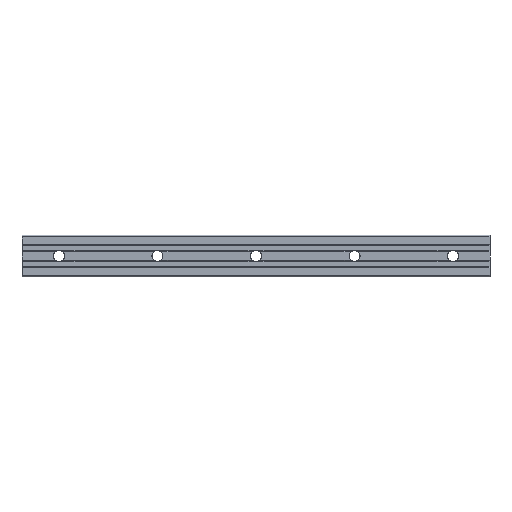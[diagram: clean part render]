
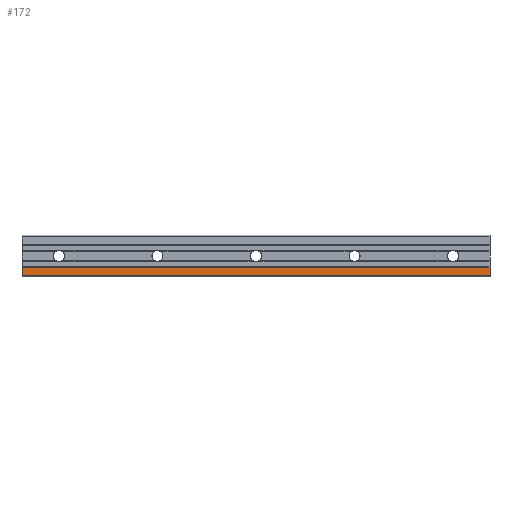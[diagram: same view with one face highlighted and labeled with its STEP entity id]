
A CAD part, front view. The second image highlights one B-rep face of the part: STEP entity #172.
In plain terms, the highlighted planar face has unit normal (0, -1, 0).
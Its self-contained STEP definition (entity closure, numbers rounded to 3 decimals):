
#76 = VECTOR ( 'NONE', #2291, 1000. ) ;
#172 = ADVANCED_FACE ( 'NONE', ( #3345 ), #356, .F. ) ;
#289 = CARTESIAN_POINT ( 'NONE',  ( 350., 0., -15.5 ) ) ;
#356 = PLANE ( 'NONE',  #3242 ) ;
#554 = CARTESIAN_POINT ( 'NONE',  ( 350., 0., -15.5 ) ) ;
#628 = CARTESIAN_POINT ( 'NONE',  ( 350., 0., -9.5 ) ) ;
#676 = CARTESIAN_POINT ( 'NONE',  ( 350., 0., -9.5 ) ) ;
#707 = ORIENTED_EDGE ( 'NONE', *, *, #1819, .T. ) ;
#827 = LINE ( 'NONE', #289, #3454 ) ;
#845 = DIRECTION ( 'NONE',  ( 1., 0., 0. ) ) ;
#946 = DIRECTION ( 'NONE',  ( 0., 1., 0. ) ) ;
#1011 = CARTESIAN_POINT ( 'NONE',  ( 350., 0., -9.5 ) ) ;
#1167 = DIRECTION ( 'NONE',  ( 0., 0., 1. ) ) ;
#1203 = VERTEX_POINT ( 'NONE', #1011 ) ;
#1238 = EDGE_CURVE ( 'NONE', #1203, #2190, #1310, .T. ) ;
#1295 = CARTESIAN_POINT ( 'NONE',  ( 350., 0., 16.739 ) ) ;
#1310 = LINE ( 'NONE', #1295, #1336 ) ;
#1336 = VECTOR ( 'NONE', #3444, 1000. ) ;
#1401 = EDGE_CURVE ( 'NONE', #2953, #2190, #827, .T. ) ;
#1459 = CARTESIAN_POINT ( 'NONE',  ( -30., 0., -15.5 ) ) ;
#1600 = ORIENTED_EDGE ( 'NONE', *, *, #2061, .F. ) ;
#1609 = LINE ( 'NONE', #676, #76 ) ;
#1819 = EDGE_CURVE ( 'NONE', #2812, #2953, #2932, .T. ) ;
#1961 = ORIENTED_EDGE ( 'NONE', *, *, #1238, .F. ) ;
#2061 = EDGE_CURVE ( 'NONE', #2812, #1203, #1609, .T. ) ;
#2153 = DIRECTION ( 'NONE',  ( 0., 0., -1. ) ) ;
#2190 = VERTEX_POINT ( 'NONE', #554 ) ;
#2291 = DIRECTION ( 'NONE',  ( 1., 0., 0. ) ) ;
#2318 = VECTOR ( 'NONE', #2153, 1000. ) ;
#2783 = EDGE_LOOP ( 'NONE', ( #3296, #1961, #1600, #707 ) ) ;
#2812 = VERTEX_POINT ( 'NONE', #2998 ) ;
#2932 = LINE ( 'NONE', #3215, #2318 ) ;
#2953 = VERTEX_POINT ( 'NONE', #1459 ) ;
#2998 = CARTESIAN_POINT ( 'NONE',  ( -30., 0., -9.5 ) ) ;
#3215 = CARTESIAN_POINT ( 'NONE',  ( -30., 0., 16.739 ) ) ;
#3242 = AXIS2_PLACEMENT_3D ( 'NONE', #628, #946, #1167 ) ;
#3296 = ORIENTED_EDGE ( 'NONE', *, *, #1401, .T. ) ;
#3345 = FACE_OUTER_BOUND ( 'NONE', #2783, .T. ) ;
#3444 = DIRECTION ( 'NONE',  ( 0., 0., -1. ) ) ;
#3454 = VECTOR ( 'NONE', #845, 1000. ) ;
